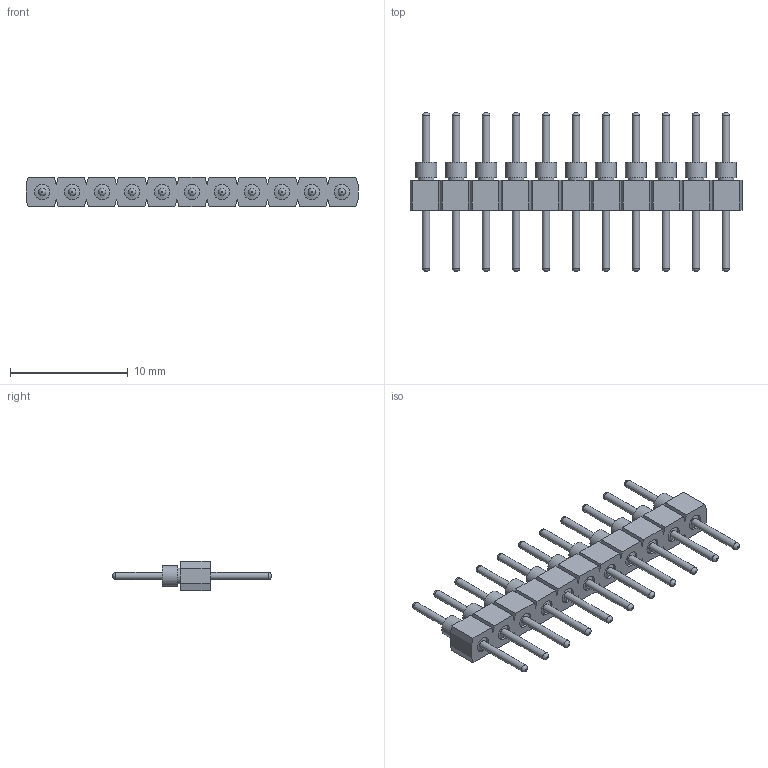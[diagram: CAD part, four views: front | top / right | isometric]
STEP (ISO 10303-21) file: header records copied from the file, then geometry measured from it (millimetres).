
FILE_DESCRIPTION(/* description */ ('STEP AP214'),/* implementation_level */ '2;1');
FILE_NAME(/* name */ 'TS-111-T-A-1',/* time_stamp */ '2022-10-29T14:11:09+02:00',/* author */ ('License CC BY-ND 4.0'),/* organization */ ('CADENAS'),/* preprocessor_version */ 'ST-DEVELOPER v18.102',/* originating_system */ 'PARTsolutions',/* authorisation */ ' ');
FILE_SCHEMA (('AUTOMOTIVE_DESIGN {1 0 10303 214 3 1 1}'));
Length unit declared in the file: inch
Products named in the file (3): TS-111-T-A-1; -101-G-A-1_pins; TS-111-G-A-1_socket
Assembly tree (12 placements, depth 2):
  TS-111-T-A-1
    -101-G-A-1_pins  x11
    TS-111-G-A-1_socket
Bounding box: 28.14 x 13.46 x 2.54 mm (x, y, z)
Volume: 236.5 mm3; surface area: 902.9 mm2
Topology: 12 solids, 12 shells, 257 faces, 545 edges, 356 vertices
Faces by surface type: plane 136, cylinder 77, cone 22, torus 22
Full cylindrical faces by diameter (mm): 0.635 x22, 1.321 x33, 1.778 x22
Entity records: 3510 total; most frequent: CARTESIAN_POINT 584, DIRECTION 578, ORIENTED_EDGE 522, EDGE_CURVE 261, LINE 204, VECTOR 204, VERTEX_POINT 193, AXIS2_PLACEMENT_3D 187
